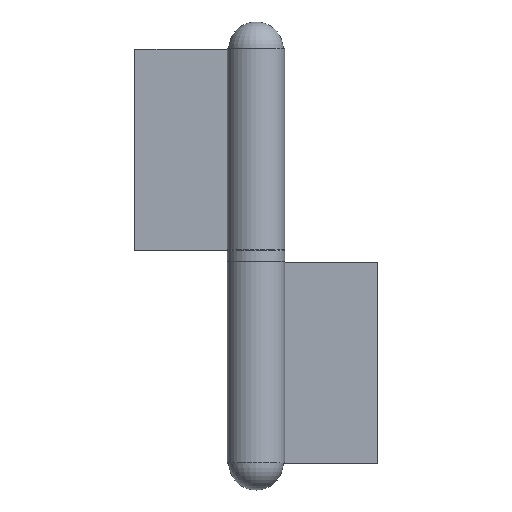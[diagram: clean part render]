
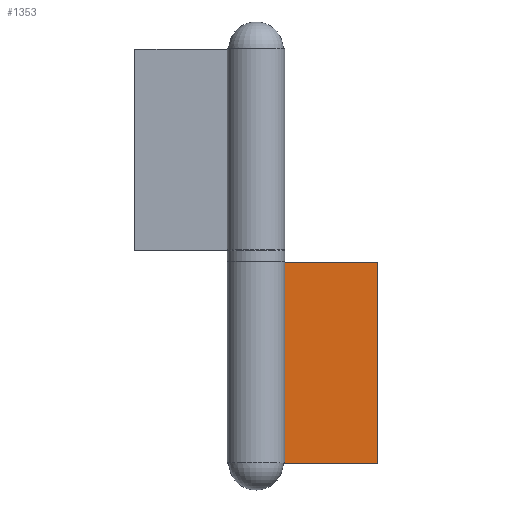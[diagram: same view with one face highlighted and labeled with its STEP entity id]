
A CAD part, top view. The second image highlights one B-rep face of the part: STEP entity #1353.
In plain terms, the highlighted planar face has unit normal (0, 0, 1).
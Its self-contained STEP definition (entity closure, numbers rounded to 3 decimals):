
#458 = VECTOR ( 'NONE', #7249, 1000. ) ;
#820 = VERTEX_POINT ( 'NONE', #6387 ) ;
#1076 = LINE ( 'NONE', #4297, #3874 ) ;
#1350 = LINE ( 'NONE', #4434, #458 ) ;
#1353 = ADVANCED_FACE ( 'NONE', ( #2111 ), #5450, .F. ) ;
#1370 = CARTESIAN_POINT ( 'NONE',  ( 40.4, 33.5, -6.1 ) ) ;
#1560 = EDGE_CURVE ( 'NONE', #7903, #820, #1076, .T. ) ;
#1824 = AXIS2_PLACEMENT_3D ( 'NONE', #8331, #9330, #6424 ) ;
#2111 = FACE_OUTER_BOUND ( 'NONE', #7148, .T. ) ;
#2131 = EDGE_CURVE ( 'NONE', #3277, #7903, #10218, .T. ) ;
#2330 = DIRECTION ( 'NONE',  ( 1., 0., 0. ) ) ;
#2384 = ORIENTED_EDGE ( 'NONE', *, *, #9080, .T. ) ;
#3277 = VERTEX_POINT ( 'NONE', #5874 ) ;
#3874 = VECTOR ( 'NONE', #2330, 1000. ) ;
#4297 = CARTESIAN_POINT ( 'NONE',  ( 0., -33.5, -6.1 ) ) ;
#4434 = CARTESIAN_POINT ( 'NONE',  ( 0., -33.5, -6.1 ) ) ;
#5450 = PLANE ( 'NONE',  #1824 ) ;
#5874 = CARTESIAN_POINT ( 'NONE',  ( 0., 33.5, -6.1 ) ) ;
#5898 = EDGE_CURVE ( 'NONE', #3277, #6907, #7678, .T. ) ;
#6030 = DIRECTION ( 'NONE',  ( 1., 0., 0. ) ) ;
#6243 = VECTOR ( 'NONE', #6030, 1000. ) ;
#6387 = CARTESIAN_POINT ( 'NONE',  ( 6.753, -33.5, -6.1 ) ) ;
#6424 = DIRECTION ( 'NONE',  ( -1., 0., 0. ) ) ;
#6858 = VECTOR ( 'NONE', #11554, 1000. ) ;
#6907 = VERTEX_POINT ( 'NONE', #1370 ) ;
#7148 = EDGE_LOOP ( 'NONE', ( #9705, #2384, #10929, #9498, #10834 ) ) ;
#7249 = DIRECTION ( 'NONE',  ( 1., 0., 0. ) ) ;
#7678 = LINE ( 'NONE', #10757, #6243 ) ;
#7903 = VERTEX_POINT ( 'NONE', #8499 ) ;
#8298 = VECTOR ( 'NONE', #11542, 1000. ) ;
#8331 = CARTESIAN_POINT ( 'NONE',  ( 0., 33.5, -6.1 ) ) ;
#8499 = CARTESIAN_POINT ( 'NONE',  ( 0., -33.5, -6.1 ) ) ;
#8563 = CARTESIAN_POINT ( 'NONE',  ( 0., 33.5, -6.1 ) ) ;
#9080 = EDGE_CURVE ( 'NONE', #820, #12235, #1350, .T. ) ;
#9178 = CARTESIAN_POINT ( 'NONE',  ( 40.4, -33.5, -6.1 ) ) ;
#9330 = DIRECTION ( 'NONE',  ( 0., 0., -1. ) ) ;
#9498 = ORIENTED_EDGE ( 'NONE', *, *, #5898, .F. ) ;
#9705 = ORIENTED_EDGE ( 'NONE', *, *, #1560, .T. ) ;
#10218 = LINE ( 'NONE', #8563, #8298 ) ;
#10757 = CARTESIAN_POINT ( 'NONE',  ( 0., 33.5, -6.1 ) ) ;
#10834 = ORIENTED_EDGE ( 'NONE', *, *, #2131, .T. ) ;
#10864 = LINE ( 'NONE', #11311, #6858 ) ;
#10929 = ORIENTED_EDGE ( 'NONE', *, *, #11358, .F. ) ;
#11311 = CARTESIAN_POINT ( 'NONE',  ( 40.4, 33.5, -6.1 ) ) ;
#11358 = EDGE_CURVE ( 'NONE', #6907, #12235, #10864, .T. ) ;
#11542 = DIRECTION ( 'NONE',  ( 0., -1., 0. ) ) ;
#11554 = DIRECTION ( 'NONE',  ( 0., -1., 0. ) ) ;
#12235 = VERTEX_POINT ( 'NONE', #9178 ) ;
